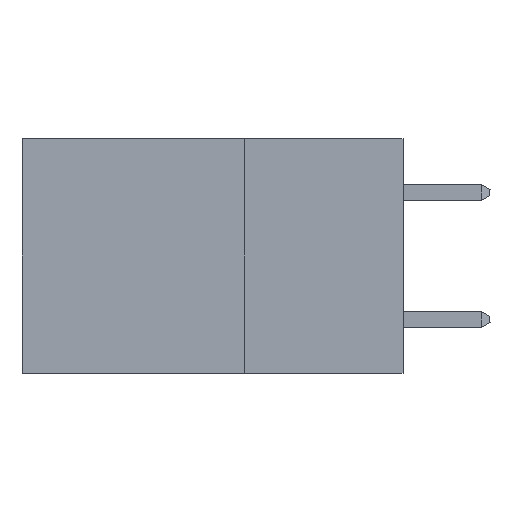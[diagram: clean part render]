
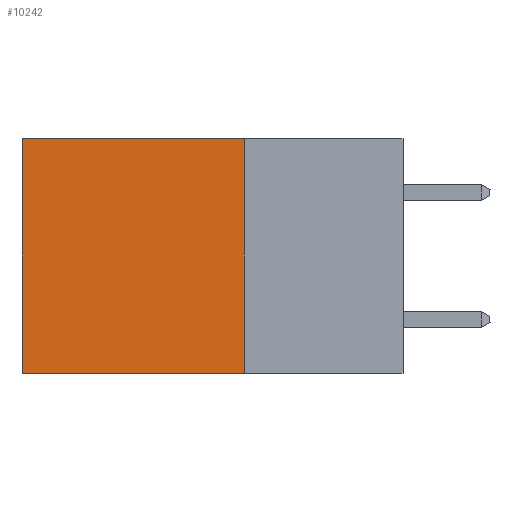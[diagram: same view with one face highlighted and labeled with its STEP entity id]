
A CAD part, left-side view. The second image highlights one B-rep face of the part: STEP entity #10242.
In plain terms, the highlighted planar face has unit normal (-1, 0, 0).
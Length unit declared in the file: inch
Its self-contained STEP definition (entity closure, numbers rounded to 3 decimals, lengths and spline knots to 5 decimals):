
#1784 = PLANE ( 'NONE',  #26809 ) ;
#1907 = DIRECTION ( 'NONE',  ( 1., 0., 0. ) ) ;
#3561 = VERTEX_POINT ( 'NONE', #19354 ) ;
#3721 = CARTESIAN_POINT ( 'NONE',  ( 0.2875, 0.25, -0.37 ) ) ;
#4660 = CARTESIAN_POINT ( 'NONE',  ( 0.2875, 0.25, 0. ) ) ;
#5728 = EDGE_CURVE ( 'NONE', #38237, #36105, #27302, .T. ) ;
#5742 = VECTOR ( 'NONE', #17467, 39.37008 ) ;
#7973 = LINE ( 'NONE', #13596, #23465 ) ;
#8953 = ORIENTED_EDGE ( 'NONE', *, *, #13482, .F. ) ;
#10242 = ADVANCED_FACE ( 'NONE', ( #12714 ), #1784, .F. ) ;
#12415 = DIRECTION ( 'NONE',  ( 0., 0., -1. ) ) ;
#12714 = FACE_OUTER_BOUND ( 'NONE', #26158, .T. ) ;
#13482 = EDGE_CURVE ( 'NONE', #35167, #38237, #33152, .T. ) ;
#13596 = CARTESIAN_POINT ( 'NONE',  ( 0.2875, 0.6, 0. ) ) ;
#13686 = LINE ( 'NONE', #25944, #20668 ) ;
#16713 = CARTESIAN_POINT ( 'NONE',  ( 0.2875, 0.25, 0. ) ) ;
#17467 = DIRECTION ( 'NONE',  ( 0., 1., 0. ) ) ;
#19354 = CARTESIAN_POINT ( 'NONE',  ( 0.2875, 0.6, 0. ) ) ;
#19803 = DIRECTION ( 'NONE',  ( 0., 0., -1. ) ) ;
#20006 = DIRECTION ( 'NONE',  ( 0., 1., 0. ) ) ;
#20668 = VECTOR ( 'NONE', #20006, 39.37008 ) ;
#21053 = CARTESIAN_POINT ( 'NONE',  ( 0.2875, 0.25, 0. ) ) ;
#23465 = VECTOR ( 'NONE', #37526, 39.37008 ) ;
#24727 = EDGE_CURVE ( 'NONE', #35167, #3561, #13686, .T. ) ;
#25143 = VECTOR ( 'NONE', #12415, 39.37008 ) ;
#25944 = CARTESIAN_POINT ( 'NONE',  ( 0.2875, 0.25, 0. ) ) ;
#26158 = EDGE_LOOP ( 'NONE', ( #37189, #36232, #8953, #26269 ) ) ;
#26269 = ORIENTED_EDGE ( 'NONE', *, *, #24727, .T. ) ;
#26809 = AXIS2_PLACEMENT_3D ( 'NONE', #4660, #1907, #19803 ) ;
#27302 = LINE ( 'NONE', #38459, #5742 ) ;
#32181 = CARTESIAN_POINT ( 'NONE',  ( 0.2875, 0.6, -0.37 ) ) ;
#32338 = EDGE_CURVE ( 'NONE', #3561, #36105, #7973, .T. ) ;
#33152 = LINE ( 'NONE', #21053, #25143 ) ;
#35167 = VERTEX_POINT ( 'NONE', #16713 ) ;
#36105 = VERTEX_POINT ( 'NONE', #32181 ) ;
#36232 = ORIENTED_EDGE ( 'NONE', *, *, #5728, .F. ) ;
#37189 = ORIENTED_EDGE ( 'NONE', *, *, #32338, .T. ) ;
#37526 = DIRECTION ( 'NONE',  ( 0., 0., -1. ) ) ;
#38237 = VERTEX_POINT ( 'NONE', #3721 ) ;
#38459 = CARTESIAN_POINT ( 'NONE',  ( 0.2875, 0.25, -0.37 ) ) ;
